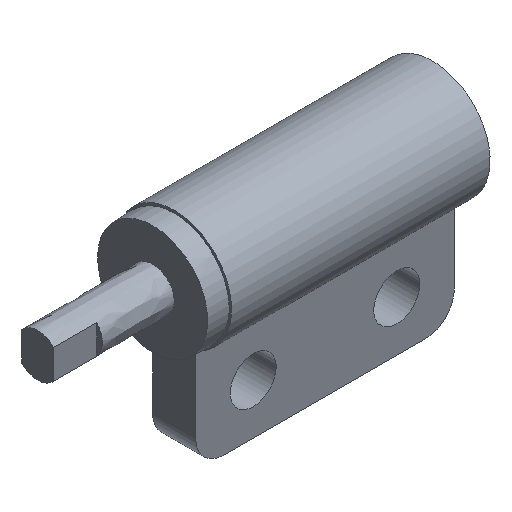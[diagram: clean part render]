
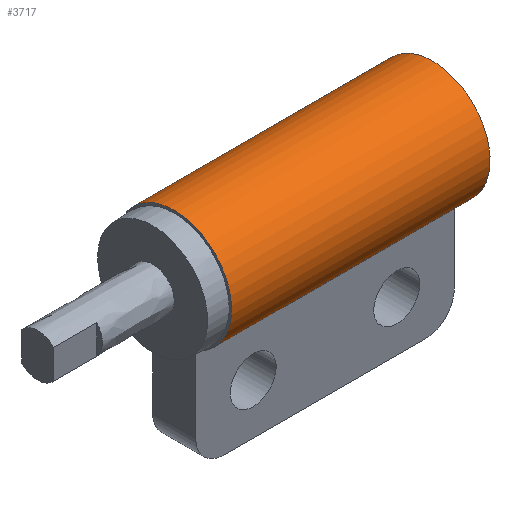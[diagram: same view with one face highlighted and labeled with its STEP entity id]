
A CAD part, isometric view. The second image highlights one B-rep face of the part: STEP entity #3717.
In plain terms, the highlighted free-form (B-spline) face has degree [1, 2] with [2, 9] control points.
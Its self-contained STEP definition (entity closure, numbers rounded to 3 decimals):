
#3550=CARTESIAN_POINT('',(24.5,1.5,-3.708));
#3551=VERTEX_POINT('',#3550);
#3564=CARTESIAN_POINT('',(6.5,1.5,-3.708));
#3565=VERTEX_POINT('',#3564);
#3571=CARTESIAN_POINT('',(24.5,1.5,-3.708));
#3572=CARTESIAN_POINT('',(6.5,1.5,-3.708));
#3573=QUASI_UNIFORM_CURVE('',1,(#3571,#3572),.UNSPECIFIED.,.F.,.U.);
#3574=EDGE_CURVE('',#3551,#3565,#3573,.T.);
#3614=CARTESIAN_POINT('',(24.5,-1.5,-3.708));
#3615=VERTEX_POINT('',#3614);
#3621=CARTESIAN_POINT('',(6.5,-1.5,-3.708));
#3622=VERTEX_POINT('',#3621);
#3623=CARTESIAN_POINT('',(24.5,-1.5,-3.708));
#3624=CARTESIAN_POINT('',(6.5,-1.5,-3.708));
#3625=QUASI_UNIFORM_CURVE('',1,(#3623,#3624),.UNSPECIFIED.,.F.,.U.);
#3626=EDGE_CURVE('',#3615,#3622,#3625,.T.);
#3649=CARTESIAN_POINT('',(24.95,1.402,-3.746));
#3650=CARTESIAN_POINT('',(6.039,1.402,-3.746));
#3651=CARTESIAN_POINT('',(24.95,4.546,-2.569));
#3652=CARTESIAN_POINT('',(6.039,4.546,-2.569));
#3653=CARTESIAN_POINT('',(24.95,3.933,0.731));
#3654=CARTESIAN_POINT('',(6.039,3.933,0.731));
#3655=CARTESIAN_POINT('',(24.95,3.32,4.031));
#3656=CARTESIAN_POINT('',(6.039,3.32,4.031));
#3657=CARTESIAN_POINT('',(24.95,-0.037,4.));
#3658=CARTESIAN_POINT('',(6.039,-0.037,4.));
#3659=CARTESIAN_POINT('',(24.95,-3.393,3.969));
#3660=CARTESIAN_POINT('',(6.039,-3.393,3.969));
#3661=CARTESIAN_POINT('',(24.95,-3.945,0.659));
#3662=CARTESIAN_POINT('',(6.039,-3.945,0.659));
#3663=CARTESIAN_POINT('',(24.95,-4.498,-2.652));
#3664=CARTESIAN_POINT('',(6.039,-4.498,-2.652));
#3665=CARTESIAN_POINT('',(24.95,-1.334,-3.771));
#3666=CARTESIAN_POINT('',(6.039,-1.334,-3.771));
#3674=(BOUNDED_SURFACE()B_SPLINE_SURFACE(1,2,((#3649,#3651,#3653,#3655,#3657,#3659,#3661,#3663,#3665),(#3650,#3652,#3654,#3656,#3658,#3660,#3662,#3664,#3666)),.UNSPECIFIED.,.F.,.F.,.U.)B_SPLINE_SURFACE_WITH_KNOTS((2,2),(3,2,2,2,3),(0.0,18.911),(0.0,5.824,11.647,17.471,23.294),.UNSPECIFIED.)GEOMETRIC_REPRESENTATION_ITEM()RATIONAL_B_SPLINE_SURFACE(((1.0,0.766,1.0,0.766,1.0,0.766,1.0,0.766,1.0),(1.0,0.766,1.0,0.766,1.0,0.766,1.0,0.766,1.0)))REPRESENTATION_ITEM('')SURFACE());
#3675=CARTESIAN_POINT('',(6.5,1.5,-3.708));
#3676=CARTESIAN_POINT('',(6.5,4.556,-2.472));
#3677=CARTESIAN_POINT('',(6.5,3.926,0.764));
#3678=CARTESIAN_POINT('',(6.5,3.297,4.));
#3679=CARTESIAN_POINT('',(6.5,0.0,4.0));
#3680=CARTESIAN_POINT('',(6.5,-3.297,4.));
#3681=CARTESIAN_POINT('',(6.5,-3.926,0.764));
#3682=CARTESIAN_POINT('',(6.5,-4.556,-2.472));
#3683=CARTESIAN_POINT('',(6.5,-1.5,-3.708));
#3691=(BOUNDED_CURVE()B_SPLINE_CURVE(2,(#3675,#3676,#3677,#3678,#3679,#3680,#3681,#3682,#3683),.UNSPECIFIED.,.F.,.U.)B_SPLINE_CURVE_WITH_KNOTS((3,2,2,2,3),(0.0,0.25,0.5,0.75,1.0),.UNSPECIFIED.)CURVE()GEOMETRIC_REPRESENTATION_ITEM()RATIONAL_B_SPLINE_CURVE((1.0,0.772,1.0,0.772,1.0,0.772,1.0,0.772,1.0))REPRESENTATION_ITEM(''));
#3692=EDGE_CURVE('',#3565,#3622,#3691,.T.);
#3693=ORIENTED_EDGE('',*,*,#3692,.T.);
#3694=ORIENTED_EDGE('',*,*,#3626,.F.);
#3695=CARTESIAN_POINT('',(24.5,1.5,-3.708));
#3696=CARTESIAN_POINT('',(24.5,4.556,-2.472));
#3697=CARTESIAN_POINT('',(24.5,3.926,0.764));
#3698=CARTESIAN_POINT('',(24.5,3.297,4.));
#3699=CARTESIAN_POINT('',(24.5,0.0,4.0));
#3700=CARTESIAN_POINT('',(24.5,-3.297,4.));
#3701=CARTESIAN_POINT('',(24.5,-3.926,0.764));
#3702=CARTESIAN_POINT('',(24.5,-4.556,-2.472));
#3703=CARTESIAN_POINT('',(24.5,-1.5,-3.708));
#3711=(BOUNDED_CURVE()B_SPLINE_CURVE(2,(#3695,#3696,#3697,#3698,#3699,#3700,#3701,#3702,#3703),.UNSPECIFIED.,.F.,.U.)B_SPLINE_CURVE_WITH_KNOTS((3,2,2,2,3),(0.0,0.25,0.5,0.75,1.0),.UNSPECIFIED.)CURVE()GEOMETRIC_REPRESENTATION_ITEM()RATIONAL_B_SPLINE_CURVE((1.0,0.772,1.0,0.772,1.0,0.772,1.0,0.772,1.0))REPRESENTATION_ITEM(''));
#3712=EDGE_CURVE('',#3551,#3615,#3711,.T.);
#3713=ORIENTED_EDGE('',*,*,#3712,.F.);
#3714=ORIENTED_EDGE('',*,*,#3574,.T.);
#3715=EDGE_LOOP('',(#3693,#3694,#3713,#3714));
#3716=FACE_OUTER_BOUND('',#3715,.T.);
#3717=ADVANCED_FACE('',(#3716),#3674,.T.);
